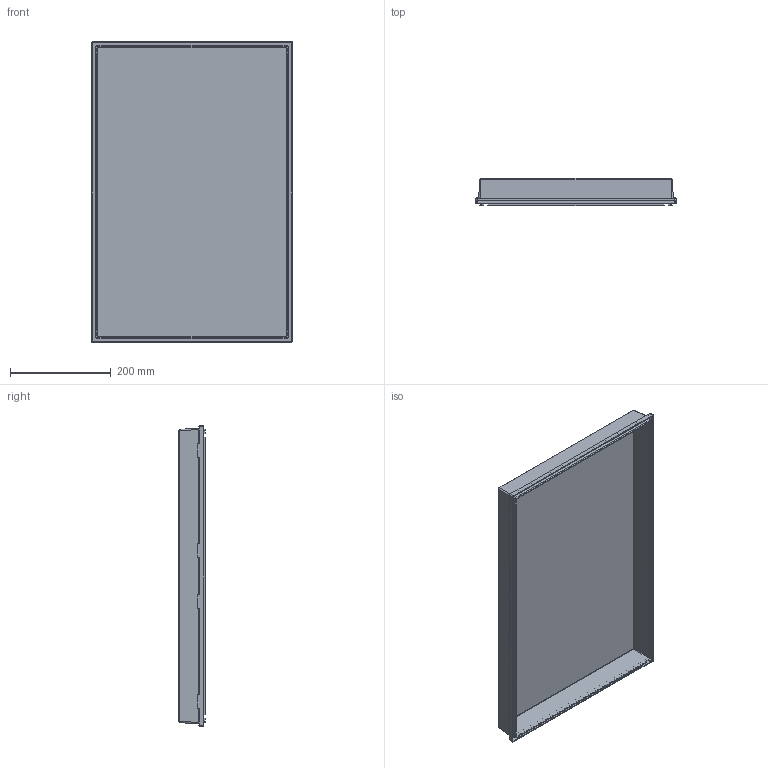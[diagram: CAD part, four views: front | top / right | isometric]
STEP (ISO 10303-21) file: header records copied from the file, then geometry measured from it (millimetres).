
FILE_DESCRIPTION (( 'STEP AP214' ), '1' );
FILE_NAME ('Fibox_CAB_64C.STEP', '2016-09-07T09:15:50', ( '' ), ( '' ), 'SwSTEP 2.0', 'SolidWorks 2015', '' );
FILE_SCHEMA (( 'AUTOMOTIVE_DESIGN' ));
Length unit declared in the file: millimetre
Products named in the file (1): Fibox_CAB_64C
Bounding box: 398 x 53.5 x 598 mm (x, y, z)
Volume: 1278696.2 mm3; surface area: 685090.4 mm2
Topology: 1 solids, 1 shells, 164 faces, 440 edges, 276 vertices
Faces by surface type: plane 116, cylinder 28, bspline 8, cone 8, sphere 4
Entity records: 5496 total; most frequent: CARTESIAN_POINT 1225, ORIENTED_EDGE 872, DIRECTION 722, EDGE_CURVE 436, LINE 328, VECTOR 328, VERTEX_POINT 276, AXIS2_PLACEMENT_3D 197
